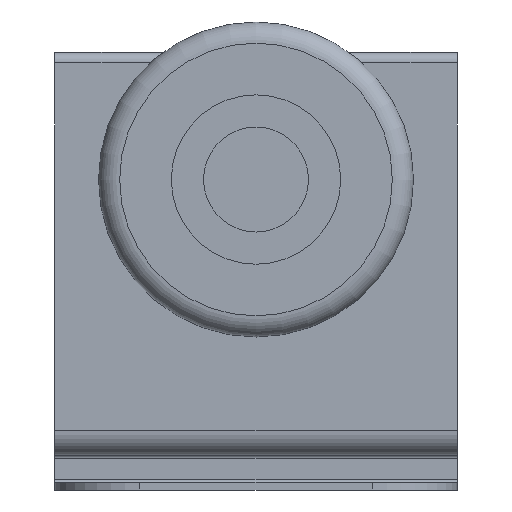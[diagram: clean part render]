
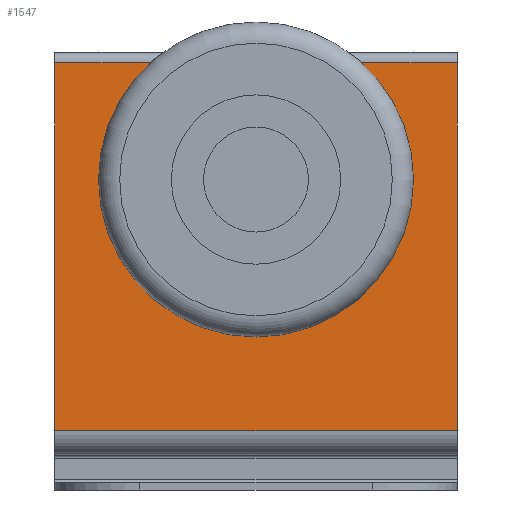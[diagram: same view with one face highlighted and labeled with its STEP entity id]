
A CAD part, front view. The second image highlights one B-rep face of the part: STEP entity #1547.
In plain terms, the highlighted planar face has unit normal (0, -1, 0).
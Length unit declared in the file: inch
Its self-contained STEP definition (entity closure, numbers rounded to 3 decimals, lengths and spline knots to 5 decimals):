
#79=PLANE('',#1687);
#151=FACE_OUTER_BOUND('',#247,.T.);
#247=EDGE_LOOP('',(#1239,#1240,#1241,#1242,#1243,#1244,#1245,#1246,#1247,
#1248));
#336=LINE('',#2297,#482);
#348=LINE('',#2337,#494);
#364=LINE('',#2389,#510);
#372=LINE('',#2417,#518);
#377=LINE('',#2433,#523);
#383=LINE('',#2445,#529);
#384=LINE('',#2447,#530);
#398=LINE('',#2477,#544);
#482=VECTOR('',#1810,1.0859);
#494=VECTOR('',#1844,1.0859);
#510=VECTOR('',#1888,0.4065);
#518=VECTOR('',#1918,0.4065);
#523=VECTOR('',#1933,0.25);
#529=VECTOR('',#1949,0.39675);
#530=VECTOR('',#1952,0.39675);
#544=VECTOR('',#1998,1.1875);
#651=CIRCLE('',#1662,0.12688);
#653=CIRCLE('',#1666,0.12688);
#692=VERTEX_POINT('',#2294);
#693=VERTEX_POINT('',#2296);
#709=VERTEX_POINT('',#2334);
#710=VERTEX_POINT('',#2336);
#731=VERTEX_POINT('',#2386);
#732=VERTEX_POINT('',#2388);
#740=VERTEX_POINT('',#2414);
#741=VERTEX_POINT('',#2416);
#745=VERTEX_POINT('',#2426);
#747=VERTEX_POINT('',#2432);
#839=EDGE_CURVE('',#692,#693,#336,.T.);
#859=EDGE_CURVE('',#709,#710,#348,.T.);
#885=EDGE_CURVE('',#732,#731,#364,.T.);
#899=EDGE_CURVE('',#741,#740,#372,.T.);
#904=EDGE_CURVE('',#745,#741,#651,.T.);
#907=EDGE_CURVE('',#747,#745,#377,.T.);
#910=EDGE_CURVE('',#731,#747,#653,.T.);
#915=EDGE_CURVE('',#692,#732,#383,.T.);
#916=EDGE_CURVE('',#740,#710,#384,.T.);
#930=EDGE_CURVE('',#693,#709,#398,.T.);
#1239=ORIENTED_EDGE('',*,*,#899,.T.);
#1240=ORIENTED_EDGE('',*,*,#916,.T.);
#1241=ORIENTED_EDGE('',*,*,#859,.F.);
#1242=ORIENTED_EDGE('',*,*,#930,.F.);
#1243=ORIENTED_EDGE('',*,*,#839,.F.);
#1244=ORIENTED_EDGE('',*,*,#915,.T.);
#1245=ORIENTED_EDGE('',*,*,#885,.T.);
#1246=ORIENTED_EDGE('',*,*,#910,.T.);
#1247=ORIENTED_EDGE('',*,*,#907,.T.);
#1248=ORIENTED_EDGE('',*,*,#904,.T.);
#1547=ADVANCED_FACE('',(#151),#79,.T.);
#1662=AXIS2_PLACEMENT_3D('',#2427,#1926,#1927);
#1666=AXIS2_PLACEMENT_3D('',#2438,#1938,#1939);
#1687=AXIS2_PLACEMENT_3D('',#2478,#1999,#2000);
#1810=DIRECTION('',(0.,0.,-1.));
#1844=DIRECTION('',(0.,0.,1.));
#1888=DIRECTION('',(0.,0.,-1.));
#1918=DIRECTION('',(0.,0.,1.));
#1926=DIRECTION('center_axis',(0.,1.,0.));
#1927=DIRECTION('ref_axis',(-0.433,0.,-0.902));
#1933=DIRECTION('',(-1.,0.,0.));
#1938=DIRECTION('center_axis',(0.,1.,0.));
#1939=DIRECTION('ref_axis',(1.,0.,0.));
#1949=DIRECTION('',(-1.,0.,0.));
#1952=DIRECTION('',(-1.,0.,0.));
#1998=DIRECTION('',(-1.,0.,0.));
#1999=DIRECTION('center_axis',(0.,-1.,0.));
#2000=DIRECTION('ref_axis',(0.,0.,-1.));
#2294=CARTESIAN_POINT('',(0.59375,-0.0219,1.1359));
#2296=CARTESIAN_POINT('',(0.59375,-0.0219,0.05));
#2297=CARTESIAN_POINT('',(0.59375,-0.0219,0.05));
#2334=CARTESIAN_POINT('',(-0.59375,-0.0219,0.05));
#2336=CARTESIAN_POINT('',(-0.59375,-0.0219,1.1359));
#2337=CARTESIAN_POINT('',(-0.59375,-0.0219,0.05));
#2386=CARTESIAN_POINT('',(0.197,-0.0219,0.7294));
#2388=CARTESIAN_POINT('',(0.197,-0.0219,1.1359));
#2389=CARTESIAN_POINT('',(0.197,-0.0219,1.1514));
#2414=CARTESIAN_POINT('',(-0.197,-0.0219,1.1359));
#2416=CARTESIAN_POINT('',(-0.197,-0.0219,0.7294));
#2417=CARTESIAN_POINT('',(-0.197,-0.0219,0.93265));
#2426=CARTESIAN_POINT('',(-0.125,-0.0219,0.615));
#2427=CARTESIAN_POINT('Origin',(-0.07012,-0.0219,0.7294));
#2432=CARTESIAN_POINT('',(0.125,-0.0219,0.615));
#2433=CARTESIAN_POINT('',(0.0625,-0.0219,0.615));
#2438=CARTESIAN_POINT('Origin',(0.07012,-0.0219,0.7294));
#2445=CARTESIAN_POINT('',(0.,-0.0219,1.1359));
#2447=CARTESIAN_POINT('',(0.,-0.0219,1.1359));
#2477=CARTESIAN_POINT('',(0.,-0.0219,0.05));
#2478=CARTESIAN_POINT('Origin',(0.,-0.0219,1.1359));
